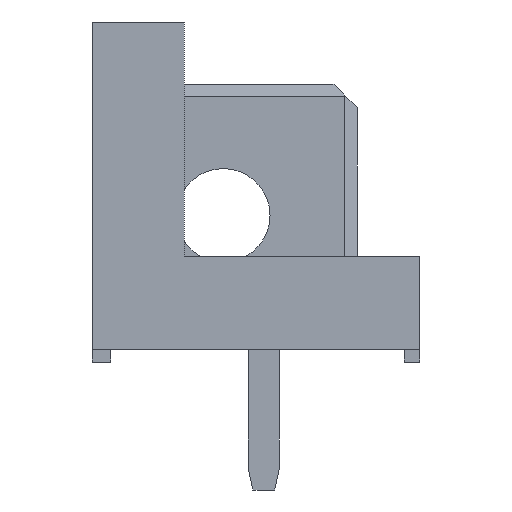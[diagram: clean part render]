
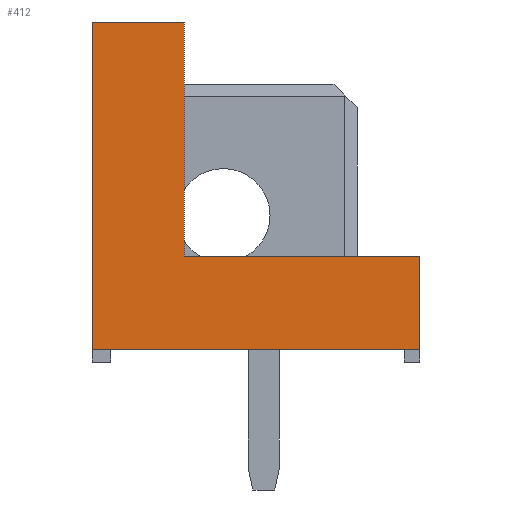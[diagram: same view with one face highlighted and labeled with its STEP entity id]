
A CAD part, left-side view. The second image highlights one B-rep face of the part: STEP entity #412.
In plain terms, the highlighted planar face has unit normal (-1, 0, 0).
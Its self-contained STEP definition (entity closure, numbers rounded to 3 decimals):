
#412 = ADVANCED_FACE( '', ( #926 ), #927, .F. );
#926 = FACE_OUTER_BOUND( '', #1562, .T. );
#927 = PLANE( '', #1563 );
#1562 = EDGE_LOOP( '', ( #2504, #2505, #2506, #2507, #2508, #2509 ) );
#1563 = AXIS2_PLACEMENT_3D( '', #2510, #2511, #2512 );
#2504 = ORIENTED_EDGE( '', *, *, #4279, .F. );
#2505 = ORIENTED_EDGE( '', *, *, #4280, .F. );
#2506 = ORIENTED_EDGE( '', *, *, #4272, .F. );
#2507 = ORIENTED_EDGE( '', *, *, #4281, .F. );
#2508 = ORIENTED_EDGE( '', *, *, #4282, .F. );
#2509 = ORIENTED_EDGE( '', *, *, #4283, .F. );
#2510 = CARTESIAN_POINT( '', ( -10., 0., 0. ) );
#2511 = DIRECTION( '', ( 1., 0., 0. ) );
#2512 = DIRECTION( '', ( 0., 0., -1. ) );
#4272 = EDGE_CURVE( '', #5259, #5261, #5262, .T. );
#4279 = EDGE_CURVE( '', #5271, #5272, #5273, .T. );
#4280 = EDGE_CURVE( '', #5261, #5271, #5274, .T. );
#4281 = EDGE_CURVE( '', #5275, #5259, #5276, .T. );
#4282 = EDGE_CURVE( '', #5277, #5275, #5278, .T. );
#4283 = EDGE_CURVE( '', #5272, #5277, #5279, .T. );
#5259 = VERTEX_POINT( '', #6642 );
#5261 = VERTEX_POINT( '', #6645 );
#5262 = LINE( '', #6646, #6647 );
#5271 = VERTEX_POINT( '', #6660 );
#5272 = VERTEX_POINT( '', #6661 );
#5273 = LINE( '', #6662, #6663 );
#5274 = LINE( '', #6664, #6665 );
#5275 = VERTEX_POINT( '', #6666 );
#5276 = LINE( '', #6667, #6668 );
#5277 = VERTEX_POINT( '', #6669 );
#5278 = LINE( '', #6670, #6671 );
#5279 = LINE( '', #6672, #6673 );
#6642 = CARTESIAN_POINT( '', ( -10., 3.775, -3.75 ) );
#6645 = CARTESIAN_POINT( '', ( -10., -3.775, -3.75 ) );
#6646 = CARTESIAN_POINT( '', ( -10., 3.775, -3.75 ) );
#6647 = VECTOR( '', #7853, 1000. );
#6660 = CARTESIAN_POINT( '', ( -10., -3.775, -6.75 ) );
#6661 = CARTESIAN_POINT( '', ( -10., 6.725, -6.75 ) );
#6662 = CARTESIAN_POINT( '', ( -10., 0., -6.75 ) );
#6663 = VECTOR( '', #7858, 1000. );
#6664 = CARTESIAN_POINT( '', ( -10., -3.775, -7.15 ) );
#6665 = VECTOR( '', #7859, 1000. );
#6666 = CARTESIAN_POINT( '', ( -10., 3.775, 3.75 ) );
#6667 = CARTESIAN_POINT( '', ( -10., 3.775, 3.75 ) );
#6668 = VECTOR( '', #7860, 1000. );
#6669 = CARTESIAN_POINT( '', ( -10., 6.725, 3.75 ) );
#6670 = CARTESIAN_POINT( '', ( -10., 3.775, 3.75 ) );
#6671 = VECTOR( '', #7861, 1000. );
#6672 = CARTESIAN_POINT( '', ( -10., 6.725, 3.75 ) );
#6673 = VECTOR( '', #7862, 1000. );
#7853 = DIRECTION( '', ( 0., -1., 0. ) );
#7858 = DIRECTION( '', ( 0., 1., 0. ) );
#7859 = DIRECTION( '', ( 0., 0., -1. ) );
#7860 = DIRECTION( '', ( 0., 0., -1. ) );
#7861 = DIRECTION( '', ( 0., -1., 0. ) );
#7862 = DIRECTION( '', ( 0., 0., 1. ) );
